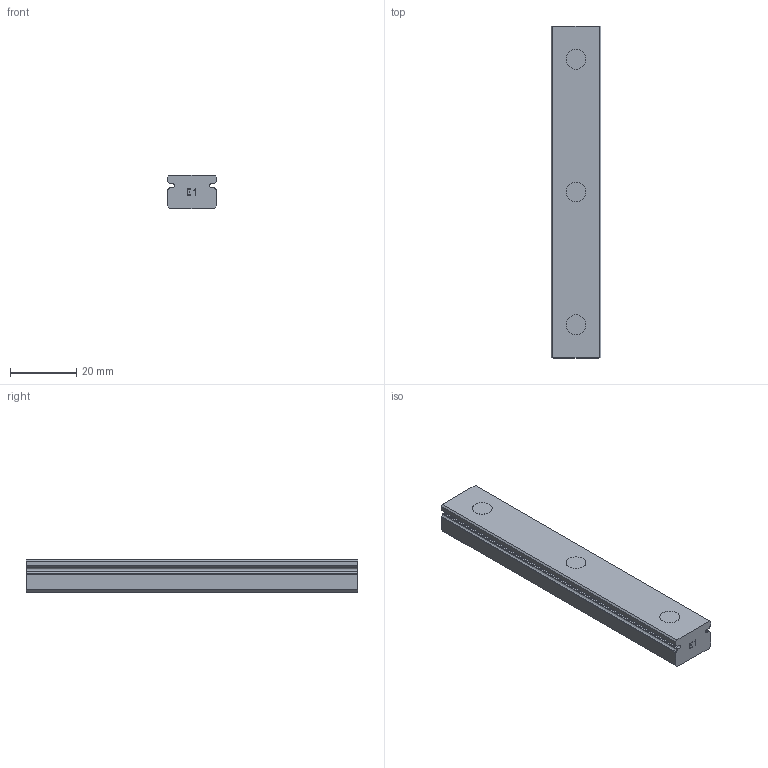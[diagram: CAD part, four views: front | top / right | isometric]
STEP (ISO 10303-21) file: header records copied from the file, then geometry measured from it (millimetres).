
FILE_DESCRIPTION(('STEP AP214'),'1');
FILE_NAME('cctmp_1E482C48-710A-4664-B57C-06AEB5EFFA44_2021_02_19_11_48_38_0890..stp','2021-02-19T10:48:38',('HIWIN GmbH'),('CADClick - www.CADClick.com'),'Spatial InterOp 3D',' ','unknown authorization');
FILE_SCHEMA(('AUTOMOTIVE_DESIGN'));
Length unit declared in the file: millimetre
Products named in the file (1): MGNR15R100CM_FILE
Bounding box: 15 x 100 x 10 mm (x, y, z)
Volume: 13810.1 mm3; surface area: 6278 mm2
Topology: 1 solids, 1 shells, 122 faces, 321 edges, 214 vertices
Faces by surface type: plane 88, cylinder 34
Entity records: 4753 total; most frequent: CARTESIAN_POINT 658, ORIENTED_EDGE 642, DIRECTION 635, EDGE_CURVE 321, LINE 253, VECTOR 253, VERTEX_POINT 214, AXIS2_PLACEMENT_3D 191
